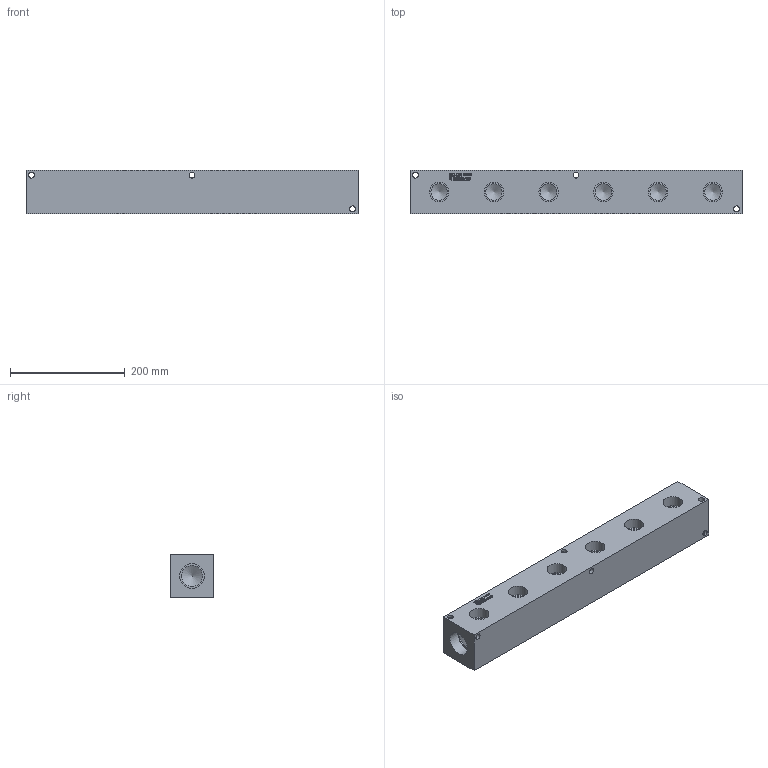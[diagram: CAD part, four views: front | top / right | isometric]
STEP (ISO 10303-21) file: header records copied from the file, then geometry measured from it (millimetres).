
FILE_DESCRIPTION(/* description */ (''),/* implementation_level */ '2;1');
FILE_NAME(/* name */ '_H0000616P.stp',/* time_stamp */ '2020-08-17T13:19:51-04:00',/* author */ ('alexanderw'),/* organization */ (''),/* preprocessor_version */ 'ST-DEVELOPER v17',/* originating_system */ 'Autodesk Inventor 2019',/* authorisation */ '');
FILE_SCHEMA (('AUTOMOTIVE_DESIGN { 1 0 10303 214 3 1 1 }'));
Length unit declared in the file: millimetre
Products named in the file (1): Part_+H0000616P_3D
Bounding box: 577.85 x 76.2 x 76.2 mm (x, y, z)
Volume: 3138529.9 mm3; surface area: 219594.6 mm2
Topology: 1 solids, 1 shells, 357 faces, 976 edges, 652 vertices
Faces by surface type: plane 218, bspline 103, cylinder 28, cone 8
Full cylindrical faces by diameter (mm): 10.312 x12, 28.575 x6, 33.706 x6, 36.906 x2, 42.469 x2
Entity records: 12099 total; most frequent: CARTESIAN_POINT 3317, ORIENTED_EDGE 1936, DIRECTION 1358, EDGE_CURVE 968, LINE 676, VECTOR 676, VERTEX_POINT 652, EDGE_LOOP 414
